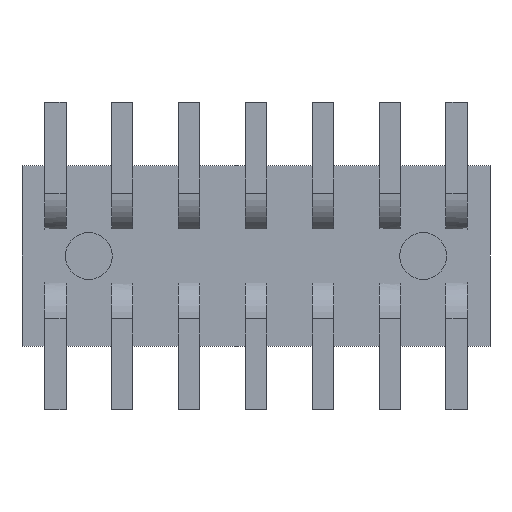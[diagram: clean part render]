
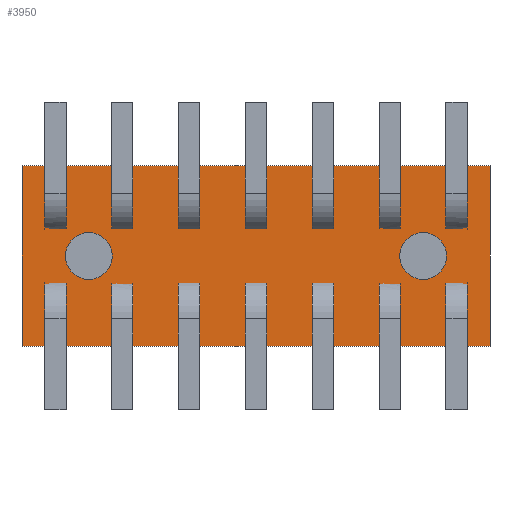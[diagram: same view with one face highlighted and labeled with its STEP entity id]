
A CAD part, front view. The second image highlights one B-rep face of the part: STEP entity #3950.
In plain terms, the highlighted planar face has unit normal (0, -1, 0).
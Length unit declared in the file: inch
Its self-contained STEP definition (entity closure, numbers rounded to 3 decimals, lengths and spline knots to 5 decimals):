
#93=CIRCLE('',#4259,0.0175);
#94=CIRCLE('',#4260,0.0175);
#1199=ORIENTED_EDGE('',*,*,#1761,.F.);
#1200=ORIENTED_EDGE('',*,*,#1762,.F.);
#1201=ORIENTED_EDGE('',*,*,#1749,.F.);
#1202=ORIENTED_EDGE('',*,*,#1759,.F.);
#1203=ORIENTED_EDGE('',*,*,#1756,.F.);
#1204=ORIENTED_EDGE('',*,*,#1753,.F.);
#1749=EDGE_CURVE('',#2105,#2106,#2599,.T.);
#1753=EDGE_CURVE('',#2106,#2109,#2603,.T.);
#1756=EDGE_CURVE('',#2109,#2111,#2606,.T.);
#1759=EDGE_CURVE('',#2111,#2105,#2609,.T.);
#1761=EDGE_CURVE('',#2113,#2113,#93,.F.);
#1762=EDGE_CURVE('',#2114,#2114,#94,.F.);
#2105=VERTEX_POINT('',#6399);
#2106=VERTEX_POINT('',#6400);
#2109=VERTEX_POINT('',#6408);
#2111=VERTEX_POINT('',#6414);
#2113=VERTEX_POINT('',#6424);
#2114=VERTEX_POINT('',#6426);
#2599=LINE('',#6398,#3093);
#2603=LINE('',#6407,#3097);
#2606=LINE('',#6413,#3100);
#2609=LINE('',#6419,#3103);
#3093=VECTOR('',#5274,39.37008);
#3097=VECTOR('',#5280,39.37008);
#3100=VECTOR('',#5285,39.37008);
#3103=VECTOR('',#5290,39.37008);
#3312=EDGE_LOOP('',(#1199));
#3313=EDGE_LOOP('',(#1200));
#3314=EDGE_LOOP('',(#1201,#1202,#1203,#1204));
#3528=FACE_BOUND('',#3312,.T.);
#3529=FACE_BOUND('',#3313,.T.);
#3530=FACE_BOUND('',#3314,.T.);
#3740=PLANE('',#4258);
#3950=ADVANCED_FACE('',(#3528,#3529,#3530),#3740,.F.);
#4258=AXIS2_PLACEMENT_3D('',#6422,#5294,#5295);
#4259=AXIS2_PLACEMENT_3D('',#6423,#5296,#5297);
#4260=AXIS2_PLACEMENT_3D('',#6425,#5298,#5299);
#5274=DIRECTION('',(0.,0.,1.));
#5280=DIRECTION('',(1.,0.,0.));
#5285=DIRECTION('',(0.,0.,-1.));
#5290=DIRECTION('',(-1.,0.,0.));
#5294=DIRECTION('',(0.,1.,0.));
#5295=DIRECTION('',(0.,0.,1.));
#5296=DIRECTION('',(0.,1.,0.));
#5297=DIRECTION('',(0.,0.,1.));
#5298=DIRECTION('',(0.,1.,0.));
#5299=DIRECTION('',(0.,0.,1.));
#6398=CARTESIAN_POINT('',(-0.175,0.,-0.0675));
#6399=CARTESIAN_POINT('',(-0.175,0.,-0.0675));
#6400=CARTESIAN_POINT('',(-0.175,0.,0.0675));
#6407=CARTESIAN_POINT('',(-0.175,0.,0.0675));
#6408=CARTESIAN_POINT('',(0.175,0.,0.0675));
#6413=CARTESIAN_POINT('',(0.175,0.,0.0675));
#6414=CARTESIAN_POINT('',(0.175,0.,-0.0675));
#6419=CARTESIAN_POINT('',(0.175,0.,-0.0675));
#6422=CARTESIAN_POINT('',(0.,0.,0.));
#6423=CARTESIAN_POINT('',(-0.125,0.,0.));
#6424=CARTESIAN_POINT('',(-0.125,0.,0.0175));
#6425=CARTESIAN_POINT('',(0.125,0.,0.));
#6426=CARTESIAN_POINT('',(0.125,0.,0.0175));
